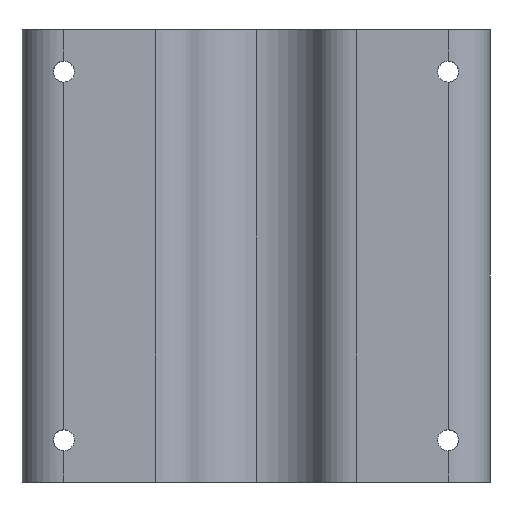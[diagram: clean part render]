
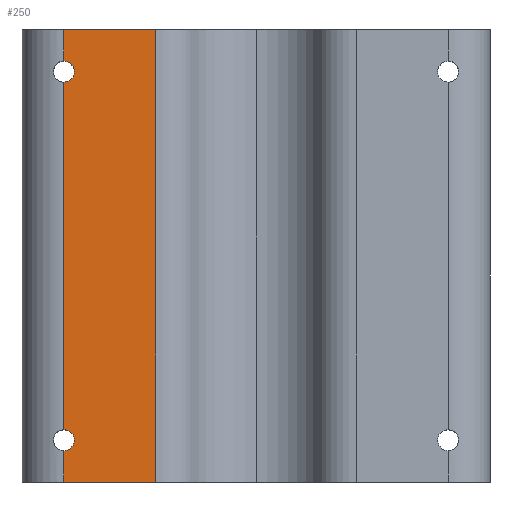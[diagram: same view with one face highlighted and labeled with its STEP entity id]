
A CAD part, top view. The second image highlights one B-rep face of the part: STEP entity #250.
In plain terms, the highlighted planar face has unit normal (0, 0, 1).
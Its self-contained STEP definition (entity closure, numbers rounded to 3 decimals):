
#34 = VECTOR ( 'NONE', #1840, 1000. ) ;
#81 = EDGE_CURVE ( 'NONE', #848, #1939, #1363, .T. ) ;
#225 = CARTESIAN_POINT ( 'NONE',  ( -32.05, 72.5, -1.016 ) ) ;
#250 = ADVANCED_FACE ( 'NONE', ( #978 ), #481, .T. ) ;
#291 = AXIS2_PLACEMENT_3D ( 'NONE', #1268, #1438, #1768 ) ;
#353 = VERTEX_POINT ( 'NONE', #1521 ) ;
#354 = DIRECTION ( 'NONE',  ( 0., 1., 0. ) ) ;
#389 = DIRECTION ( 'NONE',  ( -1., 0., 0. ) ) ;
#407 = DIRECTION ( 'NONE',  ( 0., 0., 1. ) ) ;
#414 = CIRCLE ( 'NONE', #2075, 1.75 ) ;
#445 = DIRECTION ( 'NONE',  ( 0., 0., 1. ) ) ;
#447 = VERTEX_POINT ( 'NONE', #1511 ) ;
#481 = PLANE ( 'NONE',  #2058 ) ;
#498 = EDGE_LOOP ( 'NONE', ( #719, #1603, #1123, #1953, #1214, #797, #557, #936, #592, #1005 ) ) ;
#557 = ORIENTED_EDGE ( 'NONE', *, *, #749, .T. ) ;
#583 = CARTESIAN_POINT ( 'NONE',  ( -30.3, 65.5, -1.016 ) ) ;
#592 = ORIENTED_EDGE ( 'NONE', *, *, #1242, .F. ) ;
#596 = CIRCLE ( 'NONE', #1796, 1.75 ) ;
#597 = CARTESIAN_POINT ( 'NONE',  ( -32.05, -3., -1.016 ) ) ;
#636 = CARTESIAN_POINT ( 'NONE',  ( -32.05, 5.75, -1.016 ) ) ;
#650 = DIRECTION ( 'NONE',  ( 0., 0., 1. ) ) ;
#706 = VERTEX_POINT ( 'NONE', #1954 ) ;
#719 = ORIENTED_EDGE ( 'NONE', *, *, #880, .F. ) ;
#749 = EDGE_CURVE ( 'NONE', #1245, #706, #1155, .T. ) ;
#782 = VECTOR ( 'NONE', #1274, 1000. ) ;
#786 = LINE ( 'NONE', #597, #1406 ) ;
#797 = ORIENTED_EDGE ( 'NONE', *, *, #2097, .F. ) ;
#809 = EDGE_CURVE ( 'NONE', #1985, #447, #1342, .T. ) ;
#828 = DIRECTION ( 'NONE',  ( 1., 0., 0. ) ) ;
#838 = EDGE_CURVE ( 'NONE', #1193, #353, #786, .T. ) ;
#848 = VERTEX_POINT ( 'NONE', #1929 ) ;
#880 = EDGE_CURVE ( 'NONE', #353, #1985, #596, .T. ) ;
#896 = DIRECTION ( 'NONE',  ( 1., 0., 0. ) ) ;
#933 = DIRECTION ( 'NONE',  ( 1., 0., 0. ) ) ;
#936 = ORIENTED_EDGE ( 'NONE', *, *, #2073, .T. ) ;
#978 = FACE_OUTER_BOUND ( 'NONE', #498, .T. ) ;
#988 = DIRECTION ( 'NONE',  ( 1., 0., 0. ) ) ;
#1005 = ORIENTED_EDGE ( 'NONE', *, *, #809, .F. ) ;
#1007 = CARTESIAN_POINT ( 'NONE',  ( 0., 72.5, -1.016 ) ) ;
#1043 = DIRECTION ( 'NONE',  ( 0., 1., 0. ) ) ;
#1055 = CARTESIAN_POINT ( 'NONE',  ( -32.05, 2.25, -1.016 ) ) ;
#1093 = VECTOR ( 'NONE', #1043, 1000. ) ;
#1121 = LINE ( 'NONE', #1784, #782 ) ;
#1123 = ORIENTED_EDGE ( 'NONE', *, *, #2030, .F. ) ;
#1130 = CARTESIAN_POINT ( 'NONE',  ( -16.691, -3., -1.016 ) ) ;
#1155 = LINE ( 'NONE', #1818, #1658 ) ;
#1156 = CARTESIAN_POINT ( 'NONE',  ( -30.3, 4., -1.016 ) ) ;
#1160 = VERTEX_POINT ( 'NONE', #1156 ) ;
#1180 = CIRCLE ( 'NONE', #1354, 1.75 ) ;
#1187 = LINE ( 'NONE', #1849, #1457 ) ;
#1193 = VERTEX_POINT ( 'NONE', #636 ) ;
#1214 = ORIENTED_EDGE ( 'NONE', *, *, #81, .F. ) ;
#1242 = EDGE_CURVE ( 'NONE', #447, #1633, #1121, .T. ) ;
#1245 = VERTEX_POINT ( 'NONE', #1130 ) ;
#1268 = CARTESIAN_POINT ( 'NONE',  ( -32.05, 65.5, -1.016 ) ) ;
#1274 = DIRECTION ( 'NONE',  ( 0., 1., 0. ) ) ;
#1342 = CIRCLE ( 'NONE', #291, 1.75 ) ;
#1354 = AXIS2_PLACEMENT_3D ( 'NONE', #1738, #407, #896 ) ;
#1363 = LINE ( 'NONE', #2022, #1093 ) ;
#1406 = VECTOR ( 'NONE', #1413, 1000. ) ;
#1413 = DIRECTION ( 'NONE',  ( 0., 1., 0. ) ) ;
#1427 = CARTESIAN_POINT ( 'NONE',  ( -32.05, 65.5, -1.016 ) ) ;
#1435 = CARTESIAN_POINT ( 'NONE',  ( 0., 152.533, -1.016 ) ) ;
#1438 = DIRECTION ( 'NONE',  ( 0., 0., 1. ) ) ;
#1457 = VECTOR ( 'NONE', #389, 1000. ) ;
#1479 = EDGE_CURVE ( 'NONE', #1939, #1160, #1180, .T. ) ;
#1498 = DIRECTION ( 'NONE',  ( 0., 0., 1. ) ) ;
#1511 = CARTESIAN_POINT ( 'NONE',  ( -32.05, 67.25, -1.016 ) ) ;
#1520 = LINE ( 'NONE', #1007, #34 ) ;
#1521 = CARTESIAN_POINT ( 'NONE',  ( -32.05, 63.75, -1.016 ) ) ;
#1603 = ORIENTED_EDGE ( 'NONE', *, *, #838, .F. ) ;
#1633 = VERTEX_POINT ( 'NONE', #225 ) ;
#1658 = VECTOR ( 'NONE', #354, 1000. ) ;
#1668 = CARTESIAN_POINT ( 'NONE',  ( -32.05, 4., -1.016 ) ) ;
#1738 = CARTESIAN_POINT ( 'NONE',  ( -32.05, 4., -1.016 ) ) ;
#1768 = DIRECTION ( 'NONE',  ( 1., 0., 0. ) ) ;
#1784 = CARTESIAN_POINT ( 'NONE',  ( -32.05, -3., -1.016 ) ) ;
#1796 = AXIS2_PLACEMENT_3D ( 'NONE', #1427, #445, #933 ) ;
#1818 = CARTESIAN_POINT ( 'NONE',  ( -16.691, -3., -1.016 ) ) ;
#1840 = DIRECTION ( 'NONE',  ( -1., 0., 0. ) ) ;
#1849 = CARTESIAN_POINT ( 'NONE',  ( 0., -3., -1.016 ) ) ;
#1929 = CARTESIAN_POINT ( 'NONE',  ( -32.05, -3., -1.016 ) ) ;
#1939 = VERTEX_POINT ( 'NONE', #1055 ) ;
#1953 = ORIENTED_EDGE ( 'NONE', *, *, #1479, .F. ) ;
#1954 = CARTESIAN_POINT ( 'NONE',  ( -16.691, 72.5, -1.016 ) ) ;
#1985 = VERTEX_POINT ( 'NONE', #583 ) ;
#2022 = CARTESIAN_POINT ( 'NONE',  ( -32.05, -3., -1.016 ) ) ;
#2030 = EDGE_CURVE ( 'NONE', #1160, #1193, #414, .T. ) ;
#2058 = AXIS2_PLACEMENT_3D ( 'NONE', #1435, #650, #988 ) ;
#2073 = EDGE_CURVE ( 'NONE', #706, #1633, #1520, .T. ) ;
#2075 = AXIS2_PLACEMENT_3D ( 'NONE', #1668, #1498, #828 ) ;
#2097 = EDGE_CURVE ( 'NONE', #1245, #848, #1187, .T. ) ;
